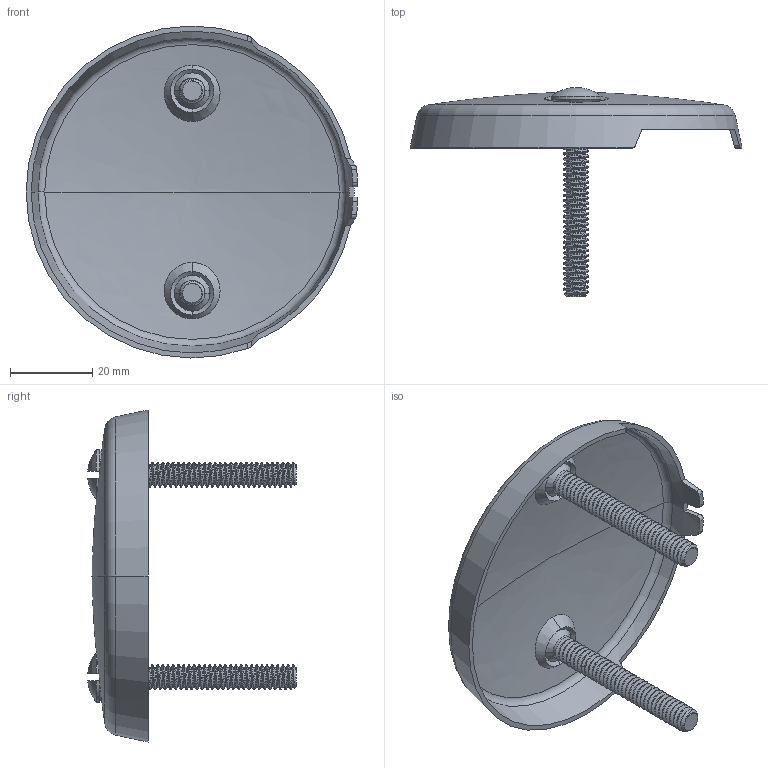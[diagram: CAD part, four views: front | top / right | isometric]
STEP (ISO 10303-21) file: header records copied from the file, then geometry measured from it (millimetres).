
FILE_DESCRIPTION((''),'2;1');
FILE_NAME('266_ASM','2021-10-25T10:29:07',('rsmith'),(''),'CREO PARAMETRIC BY PTC INC, 2018400','CREO PARAMETRIC BY PTC INC, 2018400','');
FILE_SCHEMA(('AUTOMOTIVE_DESIGN { 1 0 10303 214 1 1 1 1 }'));
Length unit declared in the file: inch
Products named in the file (3): 50263; 92065; 266_ASM
Assembly tree (3 placements, depth 2):
  266_ASM
    50263
    92065  x2
Bounding box: 80.71 x 50.76 x 80.77 mm (x, y, z)
Volume: 10370 mm3; surface area: 16247.7 mm2
Topology: 3 solids, 3 shells, 264 faces, 722 edges, 460 vertices
Faces by surface type: cylinder 146, bspline 64, cone 24, plane 22, torus 4, sphere 4
Entity records: 14568 total; most frequent: CARTESIAN_POINT 9608, ORIENTED_EDGE 832, DIRECTION 514, PRESENTATION_STYLE_ASSIGNMENT 418, STYLED_ITEM 418, CURVE_STYLE 416, EDGE_CURVE 416, VERTEX_POINT 265
